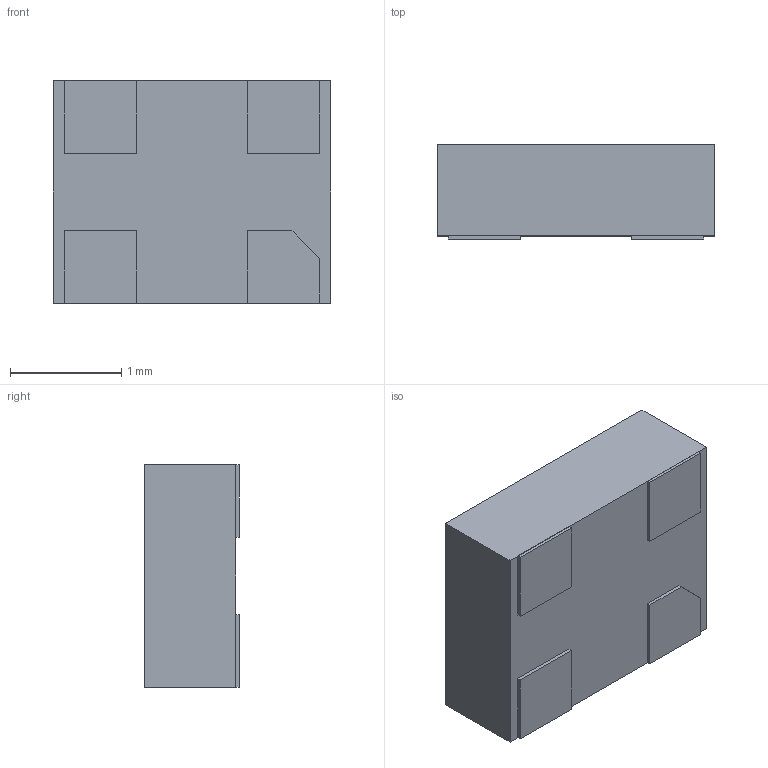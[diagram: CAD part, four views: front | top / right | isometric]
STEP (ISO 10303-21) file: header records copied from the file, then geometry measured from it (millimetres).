
FILE_DESCRIPTION (( 'STEP AP214' ), '1' );
FILE_NAME ('ASDM.STEP', '2013-07-09T06:03:11', ( '' ), ( '' ), 'SwSTEP 2.0', 'SolidWorks 2012', '' );
FILE_SCHEMA (( 'AUTOMOTIVE_DESIGN' ));
Length unit declared in the file: millimetre
Products named in the file (1): ASDM
Bounding box: 2.5 x 0.85 x 2 mm (x, y, z)
Volume: 4.1 mm3; surface area: 21 mm2
Topology: 5 solids, 5 shells, 92 faces, 227 edges, 152 vertices
Faces by surface type: plane 70, bspline 22
Entity records: 4787 total; most frequent: CARTESIAN_POINT 1662, ORIENTED_EDGE 454, DIRECTION 327, EDGE_CURVE 227, VECTOR 181, LINE 181, VERTEX_POINT 152, EDGE_LOOP 99
